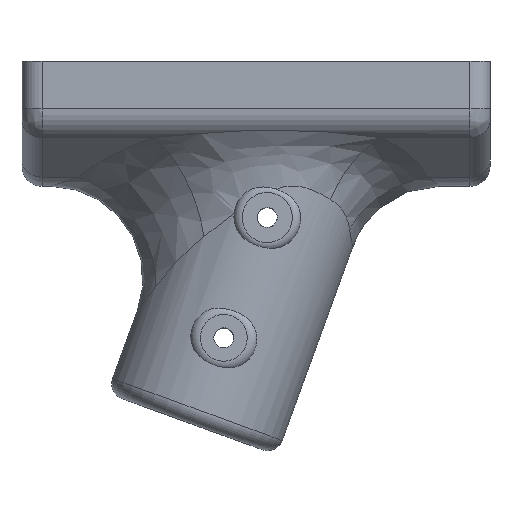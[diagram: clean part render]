
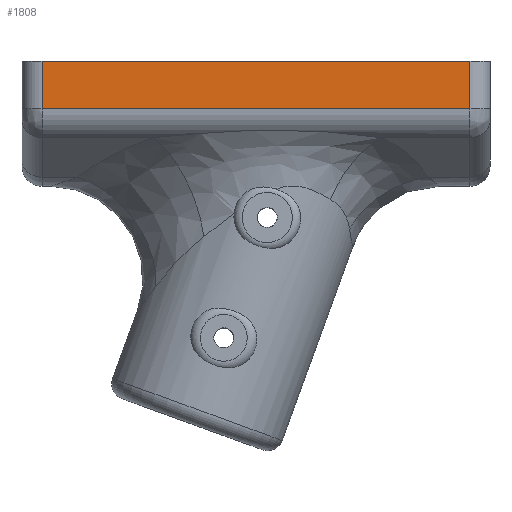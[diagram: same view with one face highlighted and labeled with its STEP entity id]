
A CAD part, top view. The second image highlights one B-rep face of the part: STEP entity #1808.
In plain terms, the highlighted planar face has unit normal (0, 0, 1).
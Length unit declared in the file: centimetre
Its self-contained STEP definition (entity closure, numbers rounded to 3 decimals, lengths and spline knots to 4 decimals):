
#100=PLANE($,#1989);
#206=FACE_OUTER_BOUND($,#322,.T.);
#322=EDGE_LOOP($,(#1468,#1469,#1470,#1471));
#511=LINE($,#3205,#611);
#514=LINE($,#3223,#614);
#524=LINE($,#3282,#624);
#529=LINE($,#3332,#629);
#611=VECTOR($,#2290,0.7082);
#614=VECTOR($,#2297,6.4);
#624=VECTOR($,#2339,0.7082);
#629=VECTOR($,#2378,6.4);
#847=VERTEX_POINT($,#3199);
#848=VERTEX_POINT($,#3203);
#852=VERTEX_POINT($,#3221);
#864=VERTEX_POINT($,#3280);
#1057=EDGE_CURVE($,#847,#848,#511,.T.);
#1062=EDGE_CURVE($,#852,#847,#514,.T.);
#1083=EDGE_CURVE($,#864,#852,#524,.T.);
#1098=EDGE_CURVE($,#848,#864,#529,.F.);
#1468=ORIENTED_EDGE($,*,*,#1057,.F.);
#1469=ORIENTED_EDGE($,*,*,#1062,.F.);
#1470=ORIENTED_EDGE($,*,*,#1083,.F.);
#1471=ORIENTED_EDGE($,*,*,#1098,.F.);
#1808=ADVANCED_FACE($,(#206),#100,.T.);
#1989=AXIS2_PLACEMENT_3D($,#3331,#2376,#2377);
#2290=DIRECTION($,(0.,1.,0.));
#2297=DIRECTION($,(-1.,0.,0.));
#2339=DIRECTION($,(0.,-1.,0.));
#2376=DIRECTION('center_axis',(0.,0.,1.));
#2377=DIRECTION('ref_axis',(0.,1.,0.));
#2378=DIRECTION($,(-1.,0.,0.));
#3199=CARTESIAN_POINT('',(-26.7,19.2655,3.4722));
#3203=CARTESIAN_POINT('',(-26.7,19.9736,3.4722));
#3205=CARTESIAN_POINT($,(-26.7,19.575,3.4722));
#3221=CARTESIAN_POINT('',(-20.3,19.2655,3.4722));
#3223=CARTESIAN_POINT($,(-20.,19.2655,3.4722));
#3280=CARTESIAN_POINT('',(-20.3,19.9736,3.4722));
#3282=CARTESIAN_POINT($,(-20.3,19.575,3.4722));
#3331=CARTESIAN_POINT('Origin',(-20.,19.15,3.4722));
#3332=CARTESIAN_POINT($,(-21.75,19.9736,3.4722));
